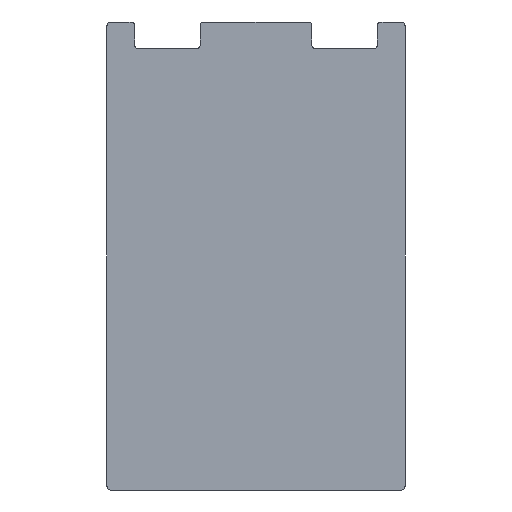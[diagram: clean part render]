
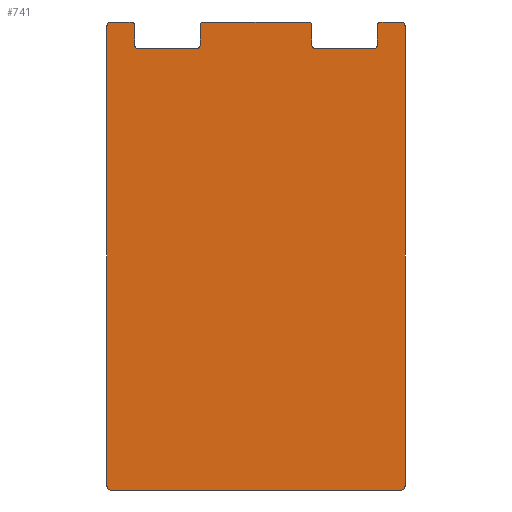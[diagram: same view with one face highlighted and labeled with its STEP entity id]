
A CAD part, left-side view. The second image highlights one B-rep face of the part: STEP entity #741.
In plain terms, the highlighted planar face has unit normal (-1, 0, 0).
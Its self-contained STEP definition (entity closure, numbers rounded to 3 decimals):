
#165=AXIS2_PLACEMENT_3D('Circle Axis2P3D',#163,#164,$) ;
#196=AXIS2_PLACEMENT_3D('Circle Axis2P3D',#194,#195,$) ;
#258=AXIS2_PLACEMENT_3D('Circle Axis2P3D',#256,#257,$) ;
#320=AXIS2_PLACEMENT_3D('Circle Axis2P3D',#318,#319,$) ;
#391=AXIS2_PLACEMENT_3D('Circle Axis2P3D',#389,#390,$) ;
#422=AXIS2_PLACEMENT_3D('Circle Axis2P3D',#420,#421,$) ;
#479=AXIS2_PLACEMENT_3D('Circle Axis2P3D',#477,#478,$) ;
#541=AXIS2_PLACEMENT_3D('Circle Axis2P3D',#539,#540,$) ;
#612=AXIS2_PLACEMENT_3D('Circle Axis2P3D',#610,#611,$) ;
#643=AXIS2_PLACEMENT_3D('Circle Axis2P3D',#641,#642,$) ;
#670=AXIS2_PLACEMENT_3D('Plane Axis2P3D',#667,#668,#669) ;
#686=AXIS2_PLACEMENT_3D('Circle Axis2P3D',#684,#685,$) ;
#700=AXIS2_PLACEMENT_3D('Circle Axis2P3D',#698,#699,$) ;
#136=CARTESIAN_POINT('Vertex',(-6.35,1084.692,1083.229)) ;
#139=CARTESIAN_POINT('Line Origine',(-6.35,1084.692,1075.175)) ;
#143=CARTESIAN_POINT('Vertex',(-6.35,1084.692,1067.12)) ;
#163=CARTESIAN_POINT('Axis2P3D Location',(-6.35,1081.692,1067.12)) ;
#167=CARTESIAN_POINT('Vertex',(-6.35,1081.692,1064.12)) ;
#194=CARTESIAN_POINT('Axis2P3D Location',(-6.35,1087.692,1083.229)) ;
#198=CARTESIAN_POINT('Vertex',(-6.35,1087.692,1086.229)) ;
#225=CARTESIAN_POINT('Line Origine',(-6.35,1057.705,1064.12)) ;
#229=CARTESIAN_POINT('Vertex',(-6.35,1033.717,1064.12)) ;
#256=CARTESIAN_POINT('Axis2P3D Location',(-6.35,1033.717,1067.12)) ;
#260=CARTESIAN_POINT('Vertex',(-6.35,1030.717,1067.12)) ;
#287=CARTESIAN_POINT('Line Origine',(-6.35,1030.717,1075.175)) ;
#291=CARTESIAN_POINT('Vertex',(-6.35,1030.717,1083.229)) ;
#318=CARTESIAN_POINT('Axis2P3D Location',(-6.35,1027.717,1083.229)) ;
#322=CARTESIAN_POINT('Vertex',(-6.35,1027.717,1086.229)) ;
#362=CARTESIAN_POINT('Vertex',(-6.35,1230.917,1083.229)) ;
#365=CARTESIAN_POINT('Line Origine',(-6.35,1230.917,1075.175)) ;
#369=CARTESIAN_POINT('Vertex',(-6.35,1230.917,1067.12)) ;
#389=CARTESIAN_POINT('Axis2P3D Location',(-6.35,1227.917,1067.12)) ;
#393=CARTESIAN_POINT('Vertex',(-6.35,1227.917,1064.12)) ;
#420=CARTESIAN_POINT('Axis2P3D Location',(-6.35,1233.917,1083.229)) ;
#424=CARTESIAN_POINT('Vertex',(-6.35,1233.917,1086.229)) ;
#450=CARTESIAN_POINT('Vertex',(-6.35,1179.942,1064.12)) ;
#460=CARTESIAN_POINT('Line Origine',(-6.35,1203.93,1064.12)) ;
#477=CARTESIAN_POINT('Axis2P3D Location',(-6.35,1179.942,1067.12)) ;
#481=CARTESIAN_POINT('Vertex',(-6.35,1176.942,1067.12)) ;
#508=CARTESIAN_POINT('Line Origine',(-6.35,1176.942,1075.175)) ;
#512=CARTESIAN_POINT('Vertex',(-6.35,1176.942,1083.229)) ;
#539=CARTESIAN_POINT('Axis2P3D Location',(-6.35,1173.942,1083.229)) ;
#543=CARTESIAN_POINT('Vertex',(-6.35,1173.942,1086.229)) ;
#583=CARTESIAN_POINT('Vertex',(-6.35,1007.857,1083.229)) ;
#586=CARTESIAN_POINT('Line Origine',(-6.35,1007.857,893.189)) ;
#590=CARTESIAN_POINT('Vertex',(-6.35,1007.857,703.149)) ;
#610=CARTESIAN_POINT('Axis2P3D Location',(-6.35,1010.857,703.149)) ;
#614=CARTESIAN_POINT('Vertex',(-6.35,1010.857,700.149)) ;
#641=CARTESIAN_POINT('Axis2P3D Location',(-6.35,1010.857,1083.229)) ;
#645=CARTESIAN_POINT('Vertex',(-6.35,1010.857,1086.229)) ;
#667=CARTESIAN_POINT('Axis2P3D Location',(-6.35,0.,0.)) ;
#672=CARTESIAN_POINT('Line Origine',(-6.35,1130.817,1086.229)) ;
#677=CARTESIAN_POINT('Line Origine',(-6.35,1242.347,1086.229)) ;
#681=CARTESIAN_POINT('Vertex',(-6.35,1250.777,1086.229)) ;
#684=CARTESIAN_POINT('Axis2P3D Location',(-6.35,1250.777,1083.229)) ;
#688=CARTESIAN_POINT('Vertex',(-6.35,1253.777,1083.229)) ;
#691=CARTESIAN_POINT('Line Origine',(-6.35,1253.777,893.189)) ;
#695=CARTESIAN_POINT('Vertex',(-6.35,1253.777,703.149)) ;
#698=CARTESIAN_POINT('Axis2P3D Location',(-6.35,1250.777,703.149)) ;
#702=CARTESIAN_POINT('Vertex',(-6.35,1250.777,700.149)) ;
#705=CARTESIAN_POINT('Line Origine',(-6.35,1130.817,700.149)) ;
#710=CARTESIAN_POINT('Line Origine',(-6.35,1019.287,1086.229)) ;
#140=DIRECTION('Vector Direction',(0.,0.,-1.)) ;
#164=DIRECTION('Axis2P3D Direction',(-1.,0.,0.)) ;
#195=DIRECTION('Axis2P3D Direction',(-1.,0.,0.)) ;
#226=DIRECTION('Vector Direction',(0.,-1.,0.)) ;
#257=DIRECTION('Axis2P3D Direction',(-1.,0.,0.)) ;
#288=DIRECTION('Vector Direction',(0.,0.,-1.)) ;
#319=DIRECTION('Axis2P3D Direction',(-1.,0.,0.)) ;
#366=DIRECTION('Vector Direction',(0.,0.,-1.)) ;
#390=DIRECTION('Axis2P3D Direction',(-1.,0.,0.)) ;
#421=DIRECTION('Axis2P3D Direction',(-1.,0.,0.)) ;
#461=DIRECTION('Vector Direction',(0.,-1.,0.)) ;
#478=DIRECTION('Axis2P3D Direction',(-1.,0.,0.)) ;
#509=DIRECTION('Vector Direction',(0.,0.,-1.)) ;
#540=DIRECTION('Axis2P3D Direction',(-1.,0.,0.)) ;
#587=DIRECTION('Vector Direction',(0.,0.,1.)) ;
#611=DIRECTION('Axis2P3D Direction',(-1.,0.,0.)) ;
#642=DIRECTION('Axis2P3D Direction',(-1.,0.,0.)) ;
#668=DIRECTION('Axis2P3D Direction',(1.,0.,0.)) ;
#669=DIRECTION('Axis2P3D XDirection',(0.,1.,0.)) ;
#673=DIRECTION('Vector Direction',(0.,1.,0.)) ;
#678=DIRECTION('Vector Direction',(0.,1.,0.)) ;
#685=DIRECTION('Axis2P3D Direction',(1.,0.,0.)) ;
#692=DIRECTION('Vector Direction',(0.,0.,-1.)) ;
#699=DIRECTION('Axis2P3D Direction',(1.,0.,0.)) ;
#706=DIRECTION('Vector Direction',(0.,-1.,0.)) ;
#711=DIRECTION('Vector Direction',(0.,1.,0.)) ;
#141=VECTOR('Line Direction',#140,1.) ;
#227=VECTOR('Line Direction',#226,1.) ;
#289=VECTOR('Line Direction',#288,1.) ;
#367=VECTOR('Line Direction',#366,1.) ;
#462=VECTOR('Line Direction',#461,1.) ;
#510=VECTOR('Line Direction',#509,1.) ;
#588=VECTOR('Line Direction',#587,1.) ;
#674=VECTOR('Line Direction',#673,1.) ;
#679=VECTOR('Line Direction',#678,1.) ;
#693=VECTOR('Line Direction',#692,1.) ;
#707=VECTOR('Line Direction',#706,1.) ;
#712=VECTOR('Line Direction',#711,1.) ;
#716=ORIENTED_EDGE('',*,*,#145,.F.) ;
#717=ORIENTED_EDGE('',*,*,#200,.F.) ;
#718=ORIENTED_EDGE('',*,*,#676,.F.) ;
#719=ORIENTED_EDGE('',*,*,#545,.F.) ;
#720=ORIENTED_EDGE('',*,*,#514,.T.) ;
#721=ORIENTED_EDGE('',*,*,#483,.T.) ;
#722=ORIENTED_EDGE('',*,*,#464,.F.) ;
#723=ORIENTED_EDGE('',*,*,#395,.T.) ;
#724=ORIENTED_EDGE('',*,*,#371,.F.) ;
#725=ORIENTED_EDGE('',*,*,#426,.F.) ;
#726=ORIENTED_EDGE('',*,*,#683,.F.) ;
#727=ORIENTED_EDGE('',*,*,#690,.F.) ;
#728=ORIENTED_EDGE('',*,*,#697,.F.) ;
#729=ORIENTED_EDGE('',*,*,#704,.F.) ;
#730=ORIENTED_EDGE('',*,*,#709,.F.) ;
#731=ORIENTED_EDGE('',*,*,#616,.F.) ;
#732=ORIENTED_EDGE('',*,*,#592,.F.) ;
#733=ORIENTED_EDGE('',*,*,#647,.F.) ;
#734=ORIENTED_EDGE('',*,*,#714,.F.) ;
#735=ORIENTED_EDGE('',*,*,#324,.F.) ;
#736=ORIENTED_EDGE('',*,*,#293,.T.) ;
#737=ORIENTED_EDGE('',*,*,#262,.T.) ;
#738=ORIENTED_EDGE('',*,*,#231,.F.) ;
#739=ORIENTED_EDGE('',*,*,#169,.T.) ;
#741=ADVANCED_FACE('PartBody',(#740),#671,.F.) ;
#166=CIRCLE('generated circle',#165,3.) ;
#197=CIRCLE('generated circle',#196,3.) ;
#259=CIRCLE('generated circle',#258,3.) ;
#321=CIRCLE('generated circle',#320,3.) ;
#392=CIRCLE('generated circle',#391,3.) ;
#423=CIRCLE('generated circle',#422,3.) ;
#480=CIRCLE('generated circle',#479,3.) ;
#542=CIRCLE('generated circle',#541,3.) ;
#613=CIRCLE('generated circle',#612,3.) ;
#644=CIRCLE('generated circle',#643,3.) ;
#687=CIRCLE('generated circle',#686,3.) ;
#701=CIRCLE('generated circle',#700,3.) ;
#145=EDGE_CURVE('',#137,#144,#142,.T.) ;
#169=EDGE_CURVE('',#168,#144,#166,.F.) ;
#200=EDGE_CURVE('',#199,#137,#197,.F.) ;
#231=EDGE_CURVE('',#168,#230,#228,.T.) ;
#262=EDGE_CURVE('',#261,#230,#259,.F.) ;
#293=EDGE_CURVE('',#292,#261,#290,.T.) ;
#324=EDGE_CURVE('',#292,#323,#321,.F.) ;
#371=EDGE_CURVE('',#363,#370,#368,.T.) ;
#395=EDGE_CURVE('',#394,#370,#392,.F.) ;
#426=EDGE_CURVE('',#425,#363,#423,.F.) ;
#464=EDGE_CURVE('',#394,#451,#463,.T.) ;
#483=EDGE_CURVE('',#482,#451,#480,.F.) ;
#514=EDGE_CURVE('',#513,#482,#511,.T.) ;
#545=EDGE_CURVE('',#513,#544,#542,.F.) ;
#592=EDGE_CURVE('',#584,#591,#589,.F.) ;
#616=EDGE_CURVE('',#591,#615,#613,.F.) ;
#647=EDGE_CURVE('',#646,#584,#644,.F.) ;
#676=EDGE_CURVE('',#544,#199,#675,.F.) ;
#683=EDGE_CURVE('',#682,#425,#680,.F.) ;
#690=EDGE_CURVE('',#689,#682,#687,.T.) ;
#697=EDGE_CURVE('',#696,#689,#694,.F.) ;
#704=EDGE_CURVE('',#703,#696,#701,.T.) ;
#709=EDGE_CURVE('',#615,#703,#708,.F.) ;
#714=EDGE_CURVE('',#323,#646,#713,.F.) ;
#715=EDGE_LOOP('',(#716,#717,#718,#719,#720,#721,#722,#723,#724,#725,#726,#727,#728,#729,#730,#731,#732,#733,#734,#735,#736,#737,#738,#739)) ;
#740=FACE_OUTER_BOUND('',#715,.T.) ;
#142=LINE('Line',#139,#141) ;
#228=LINE('Line',#225,#227) ;
#290=LINE('Line',#287,#289) ;
#368=LINE('Line',#365,#367) ;
#463=LINE('Line',#460,#462) ;
#511=LINE('Line',#508,#510) ;
#589=LINE('Line',#586,#588) ;
#675=LINE('Line',#672,#674) ;
#680=LINE('Line',#677,#679) ;
#694=LINE('Line',#691,#693) ;
#708=LINE('Line',#705,#707) ;
#713=LINE('Line',#710,#712) ;
#671=PLANE('',#670) ;
#137=VERTEX_POINT('',#136) ;
#144=VERTEX_POINT('',#143) ;
#168=VERTEX_POINT('',#167) ;
#199=VERTEX_POINT('',#198) ;
#230=VERTEX_POINT('',#229) ;
#261=VERTEX_POINT('',#260) ;
#292=VERTEX_POINT('',#291) ;
#323=VERTEX_POINT('',#322) ;
#363=VERTEX_POINT('',#362) ;
#370=VERTEX_POINT('',#369) ;
#394=VERTEX_POINT('',#393) ;
#425=VERTEX_POINT('',#424) ;
#451=VERTEX_POINT('',#450) ;
#482=VERTEX_POINT('',#481) ;
#513=VERTEX_POINT('',#512) ;
#544=VERTEX_POINT('',#543) ;
#584=VERTEX_POINT('',#583) ;
#591=VERTEX_POINT('',#590) ;
#615=VERTEX_POINT('',#614) ;
#646=VERTEX_POINT('',#645) ;
#682=VERTEX_POINT('',#681) ;
#689=VERTEX_POINT('',#688) ;
#696=VERTEX_POINT('',#695) ;
#703=VERTEX_POINT('',#702) ;
